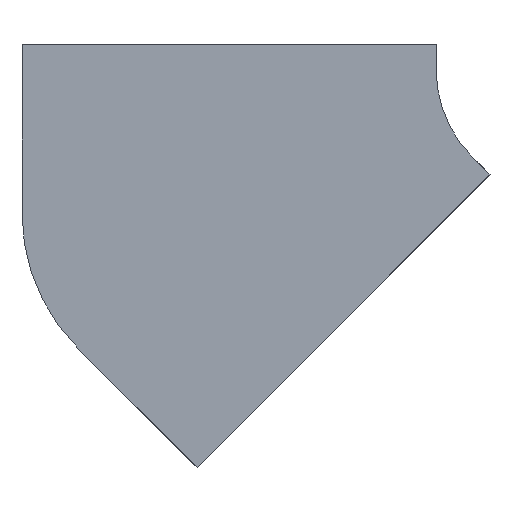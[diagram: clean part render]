
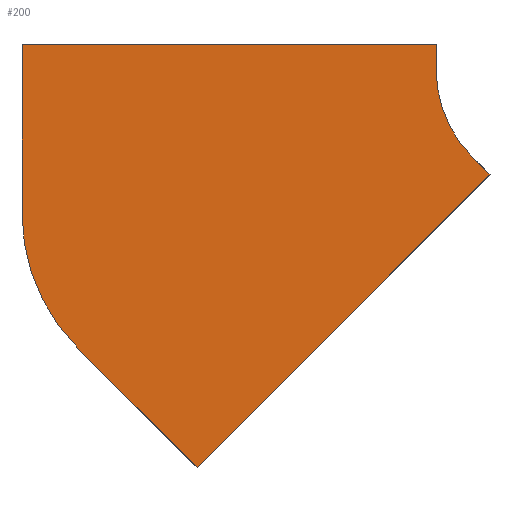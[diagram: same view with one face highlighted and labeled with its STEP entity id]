
A CAD part, front view. The second image highlights one B-rep face of the part: STEP entity #200.
In plain terms, the highlighted planar face has unit normal (0, -1, 0).
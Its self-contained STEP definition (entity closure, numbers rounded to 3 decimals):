
#140 = EDGE_LOOP ( 'NONE', ( #1011, #1012, #1013, #1014, #1015, #1016, #1017, #1018 ) ) ;
#200 = ADVANCED_FACE ( 'NONE', ( #1253 ), #991, .F. ) ;
#259 = AXIS2_PLACEMENT_3D ( 'NONE', #1544, #1545, #1546 ) ;
#269 = AXIS2_PLACEMENT_3D ( 'NONE', #651, #652, #653 ) ;
#336 = LINE ( 'NONE', #1493, #337 ) ;
#337 = VECTOR ( 'NONE', #1490, 1000. ) ;
#345 = LINE ( 'NONE', #1503, #348 ) ;
#348 = VECTOR ( 'NONE', #1504, 1000. ) ;
#370 = LINE ( 'NONE', #1534, #374 ) ;
#374 = VECTOR ( 'NONE', #1532, 1000. ) ;
#375 = CIRCLE ( 'NONE', #259, 150. ) ;
#392 = LINE ( 'NONE', #603, #396 ) ;
#396 = VECTOR ( 'NONE', #599, 1000. ) ;
#405 = LINE ( 'NONE', #616, #408 ) ;
#408 = VECTOR ( 'NONE', #617, 1000. ) ;
#424 = LINE ( 'NONE', #642, #428 ) ;
#428 = VECTOR ( 'NONE', #640, 1000. ) ;
#431 = CIRCLE ( 'NONE', #269, 230. ) ;
#599 = DIRECTION ( 'NONE',  ( 0.707, 0., -0.707 ) ) ;
#603 = CARTESIAN_POINT ( 'NONE',  ( 315.147, 0., -157.279 ) ) ;
#616 = CARTESIAN_POINT ( 'NONE',  ( -38.406, 0., -510.833 ) ) ;
#617 = DIRECTION ( 'NONE',  ( -0.707, 0., -0.707 ) ) ;
#640 = DIRECTION ( 'NONE',  ( -0.707, 0., 0.707 ) ) ;
#642 = CARTESIAN_POINT ( 'NONE',  ( -182.635, 0., -366.604 ) ) ;
#651 = CARTESIAN_POINT ( 'NONE',  ( -20., 0., -203.97 ) ) ;
#652 = DIRECTION ( 'NONE',  ( 0., 1., 0. ) ) ;
#653 = DIRECTION ( 'NONE',  ( 0., 0., 1. ) ) ;
#878 = VERTEX_POINT ( 'NONE', #1429 ) ;
#885 = VERTEX_POINT ( 'NONE', #1436 ) ;
#894 = VERTEX_POINT ( 'NONE', #1445 ) ;
#900 = VERTEX_POINT ( 'NONE', #1451 ) ;
#906 = VERTEX_POINT ( 'NONE', #1457 ) ;
#918 = VERTEX_POINT ( 'NONE', #1469 ) ;
#919 = VERTEX_POINT ( 'NONE', #1470 ) ;
#924 = VERTEX_POINT ( 'NONE', #1475 ) ;
#987 = DIRECTION ( 'NONE',  ( 0., 1., 0. ) ) ;
#988 = CARTESIAN_POINT ( 'NONE',  ( -20., 0., -203.97 ) ) ;
#991 = PLANE ( 'NONE',  #1724 ) ;
#1011 = ORIENTED_EDGE ( 'NONE', *, *, #1615, .F. ) ;
#1012 = ORIENTED_EDGE ( 'NONE', *, *, #1603, .F. ) ;
#1013 = ORIENTED_EDGE ( 'NONE', *, *, #1597, .F. ) ;
#1014 = ORIENTED_EDGE ( 'NONE', *, *, #1586, .F. ) ;
#1015 = ORIENTED_EDGE ( 'NONE', *, *, #1583, .F. ) ;
#1016 = ORIENTED_EDGE ( 'NONE', *, *, #1568, .F. ) ;
#1017 = ORIENTED_EDGE ( 'NONE', *, *, #1564, .F. ) ;
#1018 = ORIENTED_EDGE ( 'NONE', *, *, #1618, .F. ) ;
#1253 = FACE_OUTER_BOUND ( 'NONE', #140, .T. ) ;
#1290 = DIRECTION ( 'NONE',  ( 0., 0., 1. ) ) ;
#1429 = CARTESIAN_POINT ( 'NONE',  ( -182.635, 0., -366.604 ) ) ;
#1436 = CARTESIAN_POINT ( 'NONE',  ( -38.406, 0., -510.833 ) ) ;
#1445 = CARTESIAN_POINT ( 'NONE',  ( 315.147, 0., -157.279 ) ) ;
#1451 = CARTESIAN_POINT ( 'NONE',  ( 293.934, 0., -136.066 ) ) ;
#1457 = CARTESIAN_POINT ( 'NONE',  ( 250., 0., -30. ) ) ;
#1469 = CARTESIAN_POINT ( 'NONE',  ( -250., 0., 0. ) ) ;
#1470 = CARTESIAN_POINT ( 'NONE',  ( 250., 0., 0. ) ) ;
#1475 = CARTESIAN_POINT ( 'NONE',  ( -250., 0., -203.97 ) ) ;
#1490 = DIRECTION ( 'NONE',  ( 0., 0., 1. ) ) ;
#1493 = CARTESIAN_POINT ( 'NONE',  ( -250., 0., 0. ) ) ;
#1503 = CARTESIAN_POINT ( 'NONE',  ( -250., 0., 0. ) ) ;
#1504 = DIRECTION ( 'NONE',  ( 1., 0., 0. ) ) ;
#1532 = DIRECTION ( 'NONE',  ( 0., 0., -1. ) ) ;
#1534 = CARTESIAN_POINT ( 'NONE',  ( 250., 0., 0. ) ) ;
#1544 = CARTESIAN_POINT ( 'NONE',  ( 400., 0., -30. ) ) ;
#1545 = DIRECTION ( 'NONE',  ( 0., -1., 0. ) ) ;
#1546 = DIRECTION ( 'NONE',  ( 0., 0., -1. ) ) ;
#1564 = EDGE_CURVE ( 'NONE', #924, #918, #336, .T. ) ;
#1568 = EDGE_CURVE ( 'NONE', #918, #919, #345, .T. ) ;
#1583 = EDGE_CURVE ( 'NONE', #919, #906, #370, .T. ) ;
#1586 = EDGE_CURVE ( 'NONE', #906, #900, #375, .T. ) ;
#1597 = EDGE_CURVE ( 'NONE', #900, #894, #392, .T. ) ;
#1603 = EDGE_CURVE ( 'NONE', #894, #885, #405, .T. ) ;
#1615 = EDGE_CURVE ( 'NONE', #885, #878, #424, .T. ) ;
#1618 = EDGE_CURVE ( 'NONE', #878, #924, #431, .T. ) ;
#1724 = AXIS2_PLACEMENT_3D ( 'NONE', #988, #987, #1290 ) ;
